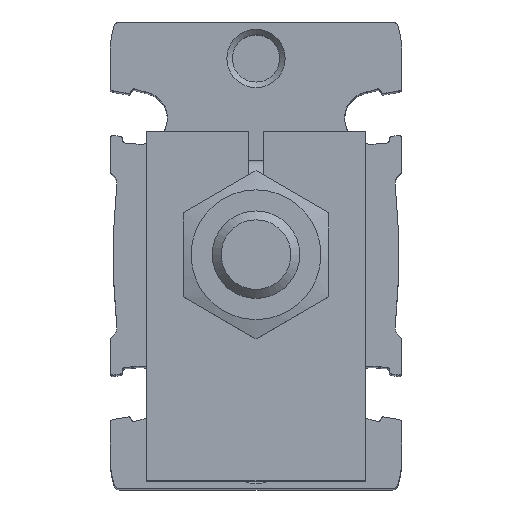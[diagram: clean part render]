
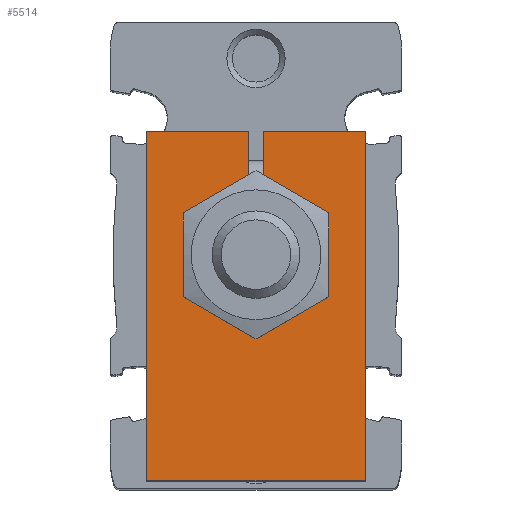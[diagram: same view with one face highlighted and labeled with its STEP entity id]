
A CAD part, top view. The second image highlights one B-rep face of the part: STEP entity #5514.
In plain terms, the highlighted planar face has unit normal (0, 0, 1).
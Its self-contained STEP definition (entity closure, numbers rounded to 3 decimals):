
#210=PLANE('',#6001);
#435=LINE('',#8789,#689);
#437=LINE('',#8794,#691);
#440=LINE('',#8802,#694);
#443=LINE('',#8808,#697);
#446=LINE('',#8816,#700);
#450=LINE('',#8827,#704);
#451=LINE('',#8829,#705);
#689=VECTOR('',#7114,1000.);
#691=VECTOR('',#7118,1000.);
#694=VECTOR('',#7125,1000.);
#697=VECTOR('',#7130,1000.);
#700=VECTOR('',#7137,1000.);
#704=VECTOR('',#7149,1000.);
#705=VECTOR('',#7150,1000.);
#916=CIRCLE('',#6002,3.);
#1952=ORIENTED_EDGE('',*,*,#2610,.F.);
#1953=ORIENTED_EDGE('',*,*,#2591,.T.);
#1954=ORIENTED_EDGE('',*,*,#2597,.T.);
#1955=ORIENTED_EDGE('',*,*,#2600,.T.);
#1956=ORIENTED_EDGE('',*,*,#2604,.T.);
#1957=ORIENTED_EDGE('',*,*,#2593,.T.);
#1958=ORIENTED_EDGE('',*,*,#2611,.F.);
#1959=ORIENTED_EDGE('',*,*,#2612,.F.);
#2591=EDGE_CURVE('',#3030,#3032,#435,.T.);
#2593=EDGE_CURVE('',#3035,#3034,#437,.T.);
#2597=EDGE_CURVE('',#3032,#3038,#440,.T.);
#2600=EDGE_CURVE('',#3038,#3040,#443,.T.);
#2604=EDGE_CURVE('',#3040,#3035,#446,.T.);
#2610=EDGE_CURVE('',#3030,#3046,#450,.T.);
#2611=EDGE_CURVE('',#3047,#3034,#451,.T.);
#2612=EDGE_CURVE('',#3046,#3047,#916,.T.);
#3030=VERTEX_POINT('',#8784);
#3032=VERTEX_POINT('',#8788);
#3034=VERTEX_POINT('',#8793);
#3035=VERTEX_POINT('',#8795);
#3038=VERTEX_POINT('',#8803);
#3040=VERTEX_POINT('',#8809);
#3046=VERTEX_POINT('',#8828);
#3047=VERTEX_POINT('',#8830);
#3483=EDGE_LOOP('',(#1952,#1953,#1954,#1955,#1956,#1957,#1958,#1959));
#3842=FACE_BOUND('',#3483,.T.);
#5514=ADVANCED_FACE('',(#3842),#210,.T.);
#6001=AXIS2_PLACEMENT_3D('',#8826,#7147,#7148);
#6002=AXIS2_PLACEMENT_3D('',#8831,#7151,#7152);
#7114=DIRECTION('',(-1.,0.,0.));
#7118=DIRECTION('',(-1.,0.,0.));
#7125=DIRECTION('',(0.,-1.,0.));
#7130=DIRECTION('',(1.,0.,0.));
#7137=DIRECTION('',(0.,1.,0.));
#7147=DIRECTION('',(0.,0.,1.));
#7148=DIRECTION('',(1.,0.,0.));
#7149=DIRECTION('',(0.,-1.,0.));
#7150=DIRECTION('',(0.,1.,0.));
#7151=DIRECTION('',(0.,0.,1.));
#7152=DIRECTION('',(1.,0.,0.));
#8784=CARTESIAN_POINT('',(-0.5,24.,0.));
#8788=CARTESIAN_POINT('',(-7.5,24.,0.));
#8789=CARTESIAN_POINT('',(7.5,24.,0.));
#8793=CARTESIAN_POINT('',(0.5,24.,0.));
#8794=CARTESIAN_POINT('',(7.5,24.,0.));
#8795=CARTESIAN_POINT('',(7.5,24.,0.));
#8802=CARTESIAN_POINT('',(-7.5,24.,0.));
#8803=CARTESIAN_POINT('',(-7.5,0.,0.));
#8808=CARTESIAN_POINT('',(-7.5,0.,0.));
#8809=CARTESIAN_POINT('',(7.5,0.,0.));
#8816=CARTESIAN_POINT('',(7.5,0.,0.));
#8826=CARTESIAN_POINT('',(0.,0.,0.));
#8827=CARTESIAN_POINT('',(-0.5,24.,0.));
#8828=CARTESIAN_POINT('',(-0.5,18.458,0.));
#8829=CARTESIAN_POINT('',(0.5,18.458,0.));
#8830=CARTESIAN_POINT('',(0.5,18.458,0.));
#8831=CARTESIAN_POINT('',(0.,15.5,0.));
